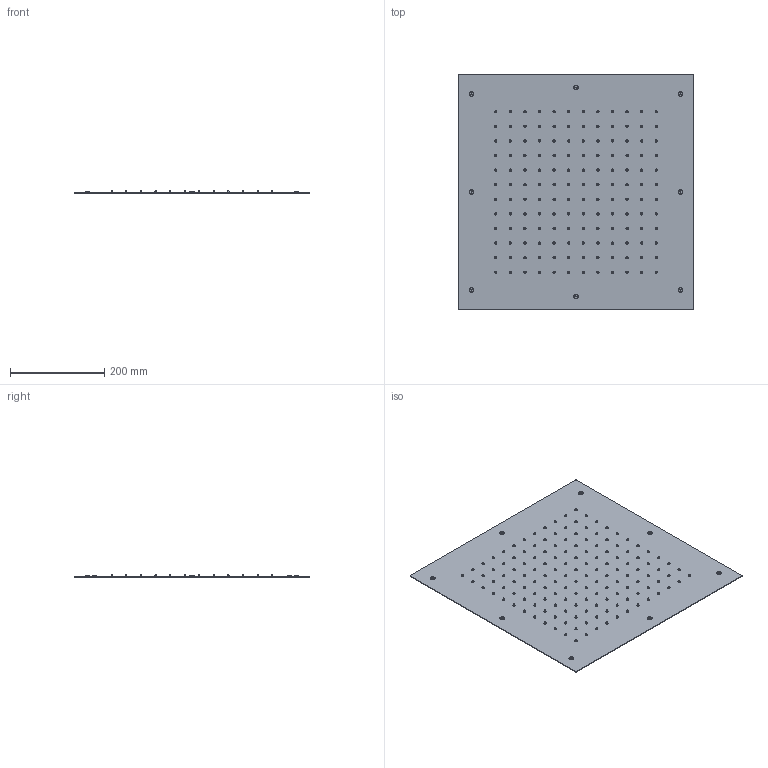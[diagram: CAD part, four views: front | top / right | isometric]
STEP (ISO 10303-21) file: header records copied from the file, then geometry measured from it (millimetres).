
FILE_DESCRIPTION((''),'2;1');
FILE_NAME('ZSOF301CR','2021-04-14T16:47:21',('ut3'),('PAFFONI SpA'),'CREO PARAMETRIC BY PTC INC, 2020044','CREO PARAMETRIC BY PTC INC, 2020044','');
FILE_SCHEMA(('CONFIG_CONTROL_DESIGN','SHAPE_APPEARANCE_LAYERS_GROUPS'));
Products named in the file (1): ZSOF301CR
Bounding box: 500 x 500 x 4.8 mm (x, y, z)
Volume: 375901.7 mm3; surface area: 514854.9 mm2
Topology: 145 solids, 145 shells, 2530 faces, 5456 edges, 3240 vertices
Faces by surface type: torus 1472, cylinder 676, plane 366, cone 16
Entity records: 88829 total; most frequent: DIRECTION 15124, CARTESIAN_POINT 11226, ORIENTED_EDGE 10912, AXIS2_PLACEMENT_3D 7138, EDGE_CURVE 5456, CIRCLE 4608, VERTEX_POINT 3240, EDGE_LOOP 3146
